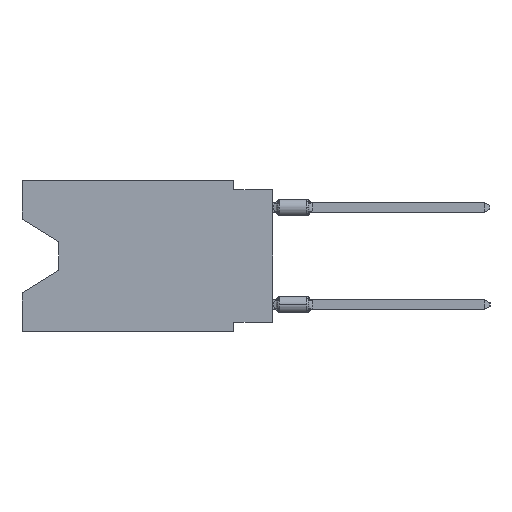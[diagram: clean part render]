
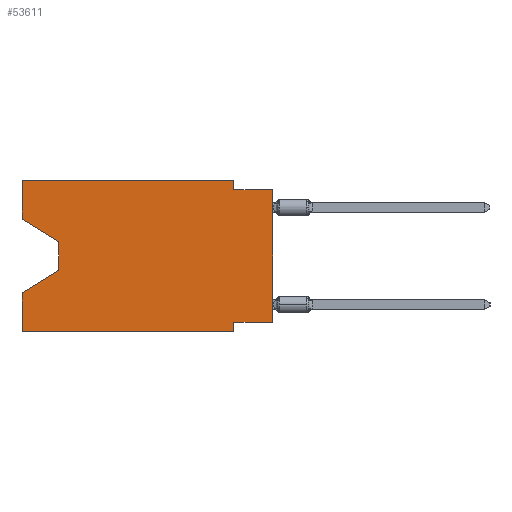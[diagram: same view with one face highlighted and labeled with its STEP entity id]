
A CAD part, left-side view. The second image highlights one B-rep face of the part: STEP entity #53611.
In plain terms, the highlighted planar face has unit normal (-1, 0, 0).
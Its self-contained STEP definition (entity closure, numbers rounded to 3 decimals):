
#1274 = LINE ( 'NONE', #30780, #35058 ) ;
#2019 = ORIENTED_EDGE ( 'NONE', *, *, #60885, .F. ) ;
#2246 = CARTESIAN_POINT ( 'NONE',  ( 0., 2.54, -9.906 ) ) ;
#2914 = DIRECTION ( 'NONE',  ( 0., 0., 1. ) ) ;
#3146 = ORIENTED_EDGE ( 'NONE', *, *, #54612, .F. ) ;
#5707 = CARTESIAN_POINT ( 'NONE',  ( 0., 0., -0.635 ) ) ;
#6204 = EDGE_CURVE ( 'NONE', #35627, #46330, #36876, .T. ) ;
#6376 = CARTESIAN_POINT ( 'NONE',  ( 0., 2.54, 0. ) ) ;
#8210 = VECTOR ( 'NONE', #17393, 1000. ) ;
#8343 = LINE ( 'NONE', #48556, #8210 ) ;
#8581 = VECTOR ( 'NONE', #27446, 1000. ) ;
#8601 = LINE ( 'NONE', #37768, #60869 ) ;
#9619 = LINE ( 'NONE', #14312, #51554 ) ;
#9750 = CARTESIAN_POINT ( 'NONE',  ( 0., 16.383, 0. ) ) ;
#10447 = VERTEX_POINT ( 'NONE', #20483 ) ;
#11181 = EDGE_CURVE ( 'NONE', #33480, #45756, #9619, .T. ) ;
#12180 = DIRECTION ( 'NONE',  ( 0., 0., -1. ) ) ;
#12499 = AXIS2_PLACEMENT_3D ( 'NONE', #9750, #30182, #44935 ) ;
#14312 = CARTESIAN_POINT ( 'NONE',  ( 0., 16.383, -9.906 ) ) ;
#16445 = CARTESIAN_POINT ( 'NONE',  ( 0., 2.54, -9.271 ) ) ;
#17393 = DIRECTION ( 'NONE',  ( 0., 0., 1. ) ) ;
#17429 = CARTESIAN_POINT ( 'NONE',  ( 0., 13.97, -5.893 ) ) ;
#17641 = CARTESIAN_POINT ( 'NONE',  ( 0., 16.383, 0. ) ) ;
#18987 = ORIENTED_EDGE ( 'NONE', *, *, #36677, .T. ) ;
#19582 = VECTOR ( 'NONE', #38200, 1000. ) ;
#20483 = CARTESIAN_POINT ( 'NONE',  ( 0., 16.383, -7.36 ) ) ;
#21131 = VECTOR ( 'NONE', #59365, 1000. ) ;
#21807 = ORIENTED_EDGE ( 'NONE', *, *, #11181, .T. ) ;
#21988 = CARTESIAN_POINT ( 'NONE',  ( 0., 16.383, -9.906 ) ) ;
#22335 = VERTEX_POINT ( 'NONE', #5707 ) ;
#22912 = VECTOR ( 'NONE', #54547, 1000. ) ;
#22932 = VERTEX_POINT ( 'NONE', #17641 ) ;
#24485 = PLANE ( 'NONE',  #12499 ) ;
#25584 = LINE ( 'NONE', #41339, #56029 ) ;
#25706 = VECTOR ( 'NONE', #37884, 1000. ) ;
#25746 = DIRECTION ( 'NONE',  ( 0., -1., 0. ) ) ;
#25818 = EDGE_CURVE ( 'NONE', #48327, #56957, #48360, .T. ) ;
#27446 = DIRECTION ( 'NONE',  ( 0., 0., -1. ) ) ;
#27997 = VERTEX_POINT ( 'NONE', #60282 ) ;
#28194 = LINE ( 'NONE', #33569, #21131 ) ;
#30182 = DIRECTION ( 'NONE',  ( 1., 0., 0. ) ) ;
#30780 = CARTESIAN_POINT ( 'NONE',  ( 0., 0., -0.635 ) ) ;
#31346 = CARTESIAN_POINT ( 'NONE',  ( 0., 16.383, -2.546 ) ) ;
#31874 = LINE ( 'NONE', #17429, #25706 ) ;
#31878 = VERTEX_POINT ( 'NONE', #16445 ) ;
#32661 = EDGE_CURVE ( 'NONE', #56957, #10447, #31874, .T. ) ;
#33347 = ORIENTED_EDGE ( 'NONE', *, *, #32661, .T. ) ;
#33357 = DIRECTION ( 'NONE',  ( 0., 1., 0. ) ) ;
#33480 = VERTEX_POINT ( 'NONE', #21988 ) ;
#33569 = CARTESIAN_POINT ( 'NONE',  ( 0., 16.383, 0. ) ) ;
#33681 = EDGE_CURVE ( 'NONE', #27997, #31878, #59814, .T. ) ;
#35058 = VECTOR ( 'NONE', #25746, 1000. ) ;
#35627 = VERTEX_POINT ( 'NONE', #41948 ) ;
#36677 = EDGE_CURVE ( 'NONE', #64777, #48327, #25584, .T. ) ;
#36876 = LINE ( 'NONE', #6376, #8581 ) ;
#37505 = VECTOR ( 'NONE', #33357, 1000. ) ;
#37768 = CARTESIAN_POINT ( 'NONE',  ( 0., 0., 0. ) ) ;
#37884 = DIRECTION ( 'NONE',  ( 0., 0.855, -0.519 ) ) ;
#38200 = DIRECTION ( 'NONE',  ( 0., 0., -1. ) ) ;
#39145 = LINE ( 'NONE', #64585, #22912 ) ;
#41339 = CARTESIAN_POINT ( 'NONE',  ( 0., 16.383, -2.546 ) ) ;
#41661 = ORIENTED_EDGE ( 'NONE', *, *, #58069, .T. ) ;
#41763 = VECTOR ( 'NONE', #12180, 1000. ) ;
#41948 = CARTESIAN_POINT ( 'NONE',  ( 0., 2.54, 0. ) ) ;
#43552 = LINE ( 'NONE', #63312, #19582 ) ;
#44130 = DIRECTION ( 'NONE',  ( 0., -1., 0. ) ) ;
#44376 = CARTESIAN_POINT ( 'NONE',  ( 0., 2.54, -0.635 ) ) ;
#44935 = DIRECTION ( 'NONE',  ( 0., 0., -1. ) ) ;
#45756 = VERTEX_POINT ( 'NONE', #2246 ) ;
#46330 = VERTEX_POINT ( 'NONE', #44376 ) ;
#47985 = ORIENTED_EDGE ( 'NONE', *, *, #53893, .F. ) ;
#48327 = VERTEX_POINT ( 'NONE', #57750 ) ;
#48360 = LINE ( 'NONE', #49032, #41763 ) ;
#48433 = CARTESIAN_POINT ( 'NONE',  ( 0., 0., -9.271 ) ) ;
#48556 = CARTESIAN_POINT ( 'NONE',  ( 0., 16.383, 0. ) ) ;
#48729 = CARTESIAN_POINT ( 'NONE',  ( 0., 13.97, -5.893 ) ) ;
#49032 = CARTESIAN_POINT ( 'NONE',  ( 0., 13.97, -4.013 ) ) ;
#50561 = ORIENTED_EDGE ( 'NONE', *, *, #25818, .T. ) ;
#50805 = ORIENTED_EDGE ( 'NONE', *, *, #55225, .F. ) ;
#51554 = VECTOR ( 'NONE', #44130, 1000. ) ;
#52373 = DIRECTION ( 'NONE',  ( 0., -0.855, -0.519 ) ) ;
#52447 = EDGE_LOOP ( 'NONE', ( #18987, #50561, #33347, #62106, #21807, #2019, #56257, #41661, #50805, #66122, #3146, #47985 ) ) ;
#53611 = ADVANCED_FACE ( 'NONE', ( #59673 ), #24485, .F. ) ;
#53893 = EDGE_CURVE ( 'NONE', #64777, #22932, #8343, .T. ) ;
#54547 = DIRECTION ( 'NONE',  ( 0., 0., 1. ) ) ;
#54612 = EDGE_CURVE ( 'NONE', #22932, #35627, #28194, .T. ) ;
#55225 = EDGE_CURVE ( 'NONE', #46330, #22335, #1274, .T. ) ;
#56029 = VECTOR ( 'NONE', #52373, 1000. ) ;
#56257 = ORIENTED_EDGE ( 'NONE', *, *, #33681, .F. ) ;
#56957 = VERTEX_POINT ( 'NONE', #48729 ) ;
#57750 = CARTESIAN_POINT ( 'NONE',  ( 0., 13.97, -4.013 ) ) ;
#58069 = EDGE_CURVE ( 'NONE', #27997, #22335, #8601, .T. ) ;
#59365 = DIRECTION ( 'NONE',  ( 0., -1., 0. ) ) ;
#59673 = FACE_OUTER_BOUND ( 'NONE', #52447, .T. ) ;
#59814 = LINE ( 'NONE', #48433, #37505 ) ;
#60282 = CARTESIAN_POINT ( 'NONE',  ( 0., 0., -9.271 ) ) ;
#60869 = VECTOR ( 'NONE', #2914, 1000. ) ;
#60885 = EDGE_CURVE ( 'NONE', #31878, #45756, #43552, .T. ) ;
#62106 = ORIENTED_EDGE ( 'NONE', *, *, #62599, .F. ) ;
#62599 = EDGE_CURVE ( 'NONE', #33480, #10447, #39145, .T. ) ;
#63312 = CARTESIAN_POINT ( 'NONE',  ( 0., 2.54, -9.906 ) ) ;
#64585 = CARTESIAN_POINT ( 'NONE',  ( 0., 16.383, 0. ) ) ;
#64777 = VERTEX_POINT ( 'NONE', #31346 ) ;
#66122 = ORIENTED_EDGE ( 'NONE', *, *, #6204, .F. ) ;
